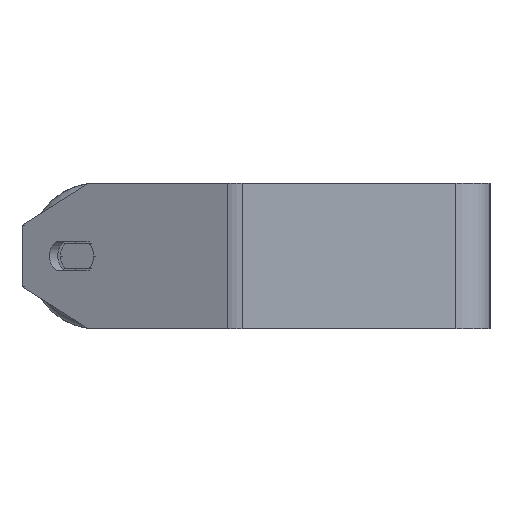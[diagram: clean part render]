
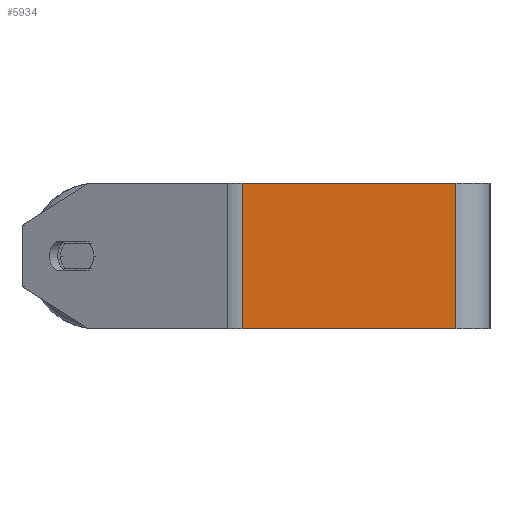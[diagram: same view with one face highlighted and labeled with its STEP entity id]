
A CAD part, left-side view. The second image highlights one B-rep face of the part: STEP entity #5934.
In plain terms, the highlighted planar face has unit normal (-1, 0, 0).
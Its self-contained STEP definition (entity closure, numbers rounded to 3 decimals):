
#61 = CARTESIAN_POINT ( 'NONE',  ( -360., 14., -30. ) ) ;
#273 = VECTOR ( 'NONE', #4514, 1000. ) ;
#728 = CARTESIAN_POINT ( 'NONE',  ( -360., 102.007, 30. ) ) ;
#1014 = PLANE ( 'NONE',  #3067 ) ;
#1314 = LINE ( 'NONE', #5182, #3829 ) ;
#1559 = VERTEX_POINT ( 'NONE', #61 ) ;
#1694 = CARTESIAN_POINT ( 'NONE',  ( -360., 105.111, 30. ) ) ;
#1896 = LINE ( 'NONE', #5916, #273 ) ;
#1985 = EDGE_CURVE ( 'NONE', #7233, #6647, #1896, .T. ) ;
#2216 = CARTESIAN_POINT ( 'NONE',  ( -360., 102.007, 30. ) ) ;
#2541 = VERTEX_POINT ( 'NONE', #4930 ) ;
#2731 = EDGE_CURVE ( 'NONE', #2541, #1559, #1314, .T. ) ;
#3067 = AXIS2_PLACEMENT_3D ( 'NONE', #1694, #6834, #6119 ) ;
#3258 = ORIENTED_EDGE ( 'NONE', *, *, #5391, .T. ) ;
#3419 = DIRECTION ( 'NONE',  ( 0., 0., -1. ) ) ;
#3829 = VECTOR ( 'NONE', #4571, 1000. ) ;
#4159 = VECTOR ( 'NONE', #7487, 1000. ) ;
#4267 = FACE_OUTER_BOUND ( 'NONE', #7470, .T. ) ;
#4439 = VECTOR ( 'NONE', #3419, 1000. ) ;
#4514 = DIRECTION ( 'NONE',  ( 0., -1., 0. ) ) ;
#4571 = DIRECTION ( 'NONE',  ( 0., -1., 0. ) ) ;
#4867 = ORIENTED_EDGE ( 'NONE', *, *, #1985, .F. ) ;
#4930 = CARTESIAN_POINT ( 'NONE',  ( -360., 102.007, -30. ) ) ;
#5182 = CARTESIAN_POINT ( 'NONE',  ( -360., 105.111, -30. ) ) ;
#5188 = ORIENTED_EDGE ( 'NONE', *, *, #5800, .F. ) ;
#5193 = CARTESIAN_POINT ( 'NONE',  ( -360., 14., 30. ) ) ;
#5259 = LINE ( 'NONE', #8046, #4439 ) ;
#5391 = EDGE_CURVE ( 'NONE', #7233, #2541, #7231, .T. ) ;
#5800 = EDGE_CURVE ( 'NONE', #6647, #1559, #5259, .T. ) ;
#5916 = CARTESIAN_POINT ( 'NONE',  ( -360., 105.111, 30. ) ) ;
#5934 = ADVANCED_FACE ( 'NONE', ( #4267 ), #1014, .F. ) ;
#6119 = DIRECTION ( 'NONE',  ( 0., 0., -1. ) ) ;
#6647 = VERTEX_POINT ( 'NONE', #5193 ) ;
#6834 = DIRECTION ( 'NONE',  ( 1., 0., 0. ) ) ;
#7231 = LINE ( 'NONE', #728, #4159 ) ;
#7233 = VERTEX_POINT ( 'NONE', #2216 ) ;
#7470 = EDGE_LOOP ( 'NONE', ( #7869, #5188, #4867, #3258 ) ) ;
#7487 = DIRECTION ( 'NONE',  ( 0., 0., -1. ) ) ;
#7869 = ORIENTED_EDGE ( 'NONE', *, *, #2731, .T. ) ;
#8046 = CARTESIAN_POINT ( 'NONE',  ( -360., 14., 30. ) ) ;
